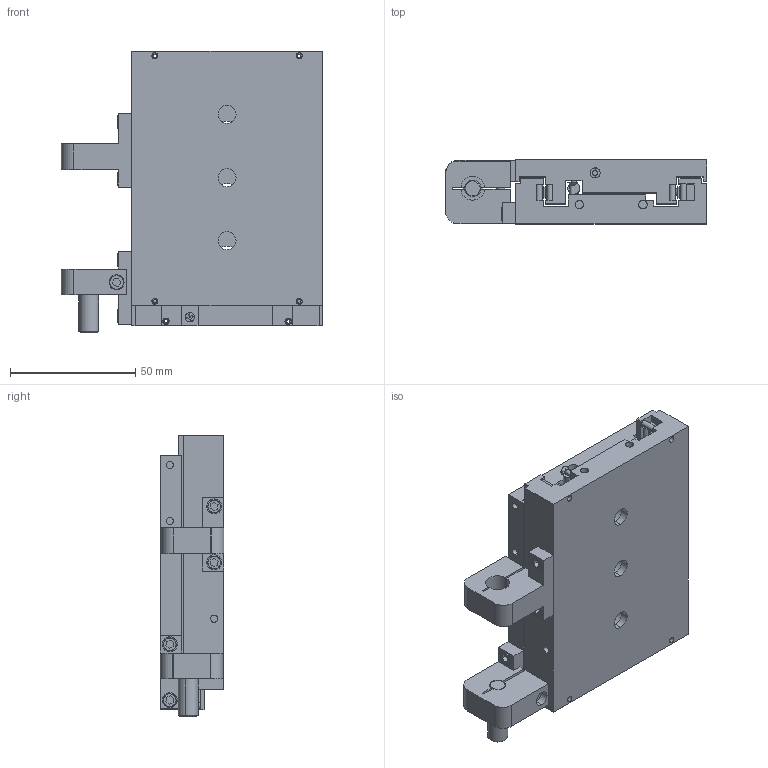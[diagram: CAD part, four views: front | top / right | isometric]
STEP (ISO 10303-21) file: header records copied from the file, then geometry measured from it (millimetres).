
FILE_DESCRIPTION (( 'STEP AP203' ), '1' );
FILE_NAME ('TSB60M.STEP', '2023-07-06T18:18:07', ( '' ), ( '' ), 'SwSTEP 2.0', 'SolidWorks 2019', '' );
FILE_SCHEMA (( 'CONFIG_CONTROL_DESIGN' ));
Length unit declared in the file: millimetre
Products named in the file (15): TSB60 Base; Screw 5-40 x 0.25in SC; 1-8 in bearing strip filled; AMB Contact; Bar - Compression TSB60; TSB60-M Top; Spring 3-16 x 2.25in; AMB Clamp; Screw M2 x 8 Flat Head Phillips; Roll pin, 3-32 dia x 7-16in (SS)_92373A142; Screw 6-32 x 0.5 SC; Screw 5-40 x one 8th set screw; Screw 5-16 in-18 x 1in set screw; Rod - 3-32 x 95.4mm; TSB60M
Assembly tree (38 placements, depth 2):
  TSB60M
    TSB60 Base
    TSB60-M Top
    Rod - 3-32 x 95.4mm  x8
    Bar - Compression TSB60
    Screw 5-40 x one 8th set screw  x5
    Screw M2 x 8 Flat Head Phillips  x2
    Spring 3-16 x 2.25in
    AMB Clamp
    AMB Contact
    Screw 5-16 in-18 x 1in set screw
    Screw 6-32 x 0.5 SC  x2
    Screw 5-40 x 0.25in SC  x4
    1-8 in bearing strip filled  x2
    Roll pin, 3-32 dia x 7-16in (SS)_92373A142  x8
Bounding box: 104.2 x 25.5 x 112.31 mm (x, y, z)
Volume: 185028.5 mm3; surface area: 76126.8 mm2
Topology: 36 solids, 62 shells, 809 faces, 2048 edges, 1348 vertices
Faces by surface type: plane 351, cylinder 310, cone 76, sphere 48, torus 24
Entity records: 18258 total; most frequent: DIRECTION 2925, CARTESIAN_POINT 2870, ORIENTED_EDGE 2574, EDGE_CURVE 1287, AXIS2_PLACEMENT_3D 1115, VERTEX_POINT 852, LINE 695, VECTOR 695
